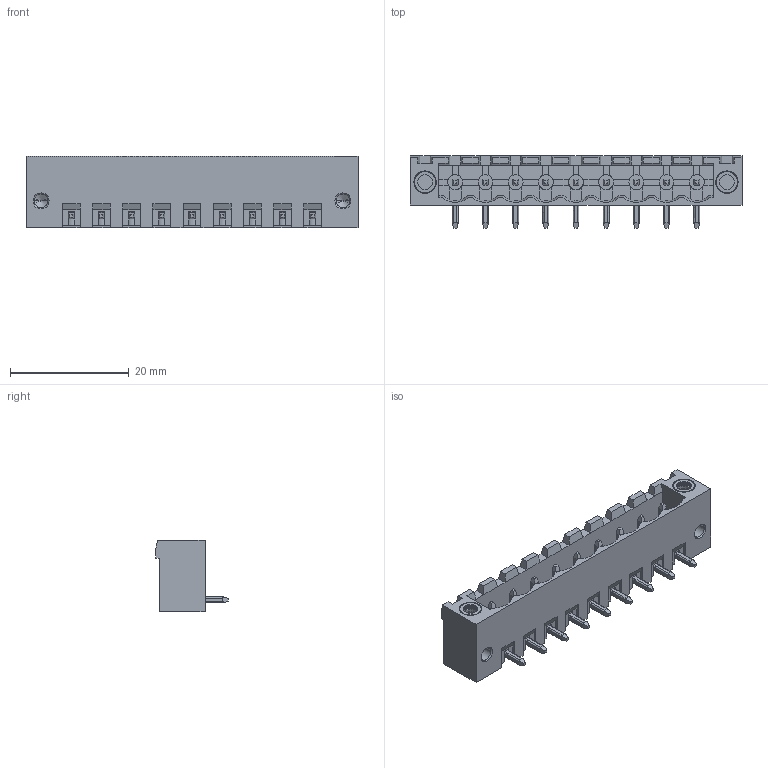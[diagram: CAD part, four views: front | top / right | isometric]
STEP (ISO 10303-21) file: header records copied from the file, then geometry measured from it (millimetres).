
FILE_DESCRIPTION( ('This file contains a STEP AP42 implementation' ,'as created by ZW3D STEP Interface translator.') ,'2;1' );
FILE_NAME( 'PM508-1R09ASM2.stp' ,'231128.151857', (''), ('ZWCAD Software Co.'), 'Version 1.0', 'ZW3D to STEP translator', '' );
FILE_SCHEMA(('AUTOMOTIVE_DESIGN { 1 0 10303 214 1 1 1 1 }'));
Length unit declared in the file: millimetre
Products named in the file (2): 0; PM508-1R09ASM2
Bounding box: 55.88 x 12.2 x 12 mm (x, y, z)
Surface area: 4714.4 mm2 (no closed solid volume)
Topology: 0 solids, 3 shells, 943 faces, 2946 edges, 1942 vertices
Faces by surface type: plane 642, cylinder 236, bspline 36, cone 29
Entity records: 35438 total; most frequent: CARTESIAN_POINT 7872, ORIENTED_EDGE 5880, DIRECTION 5249, EDGE_CURVE 2942, VECTOR 2011, LINE 2011, VERTEX_POINT 1942, AXIS2_PLACEMENT_3D 1619
